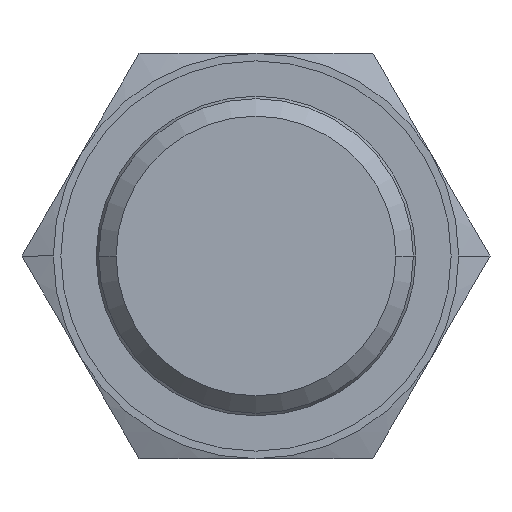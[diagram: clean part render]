
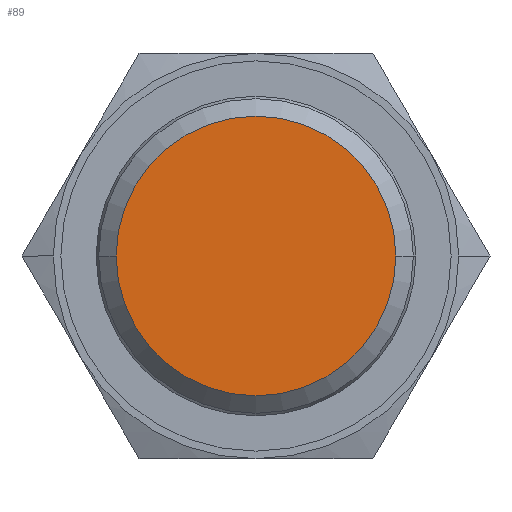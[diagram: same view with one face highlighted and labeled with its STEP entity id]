
A CAD part, front view. The second image highlights one B-rep face of the part: STEP entity #89.
In plain terms, the highlighted planar face has unit normal (0, -1, 0).
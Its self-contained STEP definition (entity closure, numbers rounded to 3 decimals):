
#89=ADVANCED_FACE('',(#179),#180,.F.);
#179=FACE_OUTER_BOUND('',#269,.T.);
#180=PLANE('',#270);
#269=EDGE_LOOP('',(#582,#583));
#270=AXIS2_PLACEMENT_3D('',#584,#585,#586);
#582=ORIENTED_EDGE('',*,*,#678,.F.);
#583=ORIENTED_EDGE('',*,*,#676,.T.);
#584=CARTESIAN_POINT('',(0.0,-17.0,0.0));
#585=DIRECTION('',(0.0,1.0,0.0));
#586=DIRECTION('',(1.0,0.0,-0.0));
#676=EDGE_CURVE('',#819,#817,#820,.T.);
#678=EDGE_CURVE('',#819,#817,#822,.T.);
#817=VERTEX_POINT('',#1147);
#819=VERTEX_POINT('',#1150);
#820=CIRCLE('',#1151,9.316);
#822=CIRCLE('',#1154,9.316);
#1147=CARTESIAN_POINT('',(9.316,-17.0,0.0));
#1150=CARTESIAN_POINT('',(-9.316,-17.0,0.0));
#1151=AXIS2_PLACEMENT_3D('',#1312,#1313,#1314);
#1154=AXIS2_PLACEMENT_3D('',#1316,#1317,#1318);
#1312=CARTESIAN_POINT('',(0.0,-17.0,0.0));
#1313=DIRECTION('',(0.0,-1.0,0.0));
#1314=DIRECTION('',(-1.0,0.0,0.0));
#1316=CARTESIAN_POINT('',(0.0,-17.0,0.0));
#1317=DIRECTION('',(0.0,1.0,0.0));
#1318=DIRECTION('',(-1.0,0.0,0.0));
